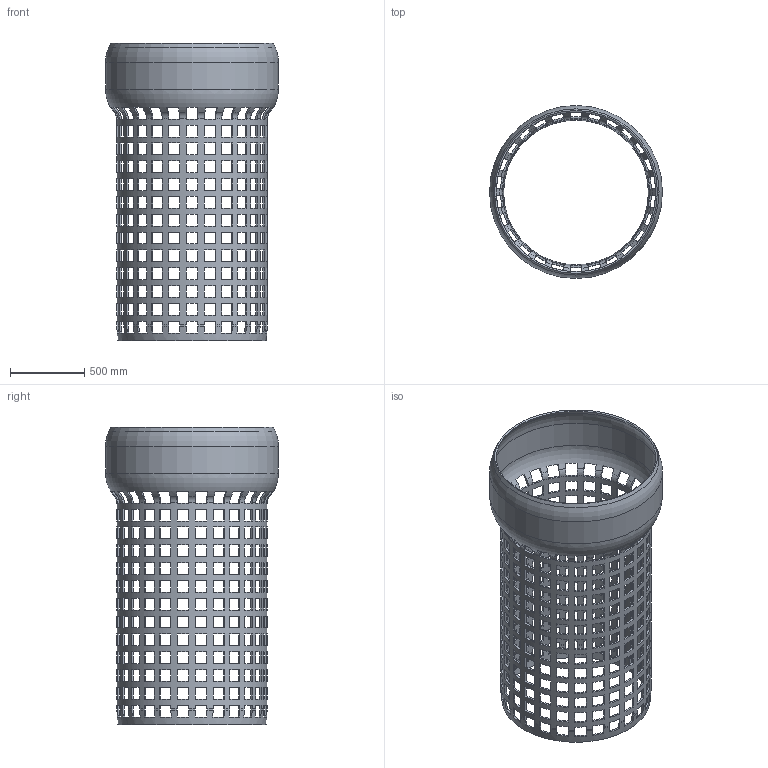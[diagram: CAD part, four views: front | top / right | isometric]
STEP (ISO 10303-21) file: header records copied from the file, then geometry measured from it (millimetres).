
FILE_DESCRIPTION(/* description */ (''),/* implementation_level */ '2;1');
FILE_NAME(/* name */ '16597.070X_3D.stp',/* time_stamp */ '2024-12-12T07:26:05+01:00',/* author */ ('CAD'),/* organization */ (''),/* preprocessor_version */ 'ST-DEVELOPER v20',/* originating_system */ 'AutoCAD Mechanical',/* authorisation */ '');
FILE_SCHEMA (('AUTOMOTIVE_DESIGN { 1 0 10303 214 3 1 1 }'));
Length unit declared in the file: centimetre
Products named in the file (2): Product; *S0
Assembly tree (1 placements, depth 2):
  Product
    *S0
Bounding box: 1164 x 1164 x 2000 mm (x, y, z)
Volume: 52511534.7 mm3; surface area: 10142758.8 mm2
Topology: 1 solids, 1 shells, 1470 faces, 4720 edges, 3148 vertices
Faces by surface type: plane 1352, torus 108, cone 7, cylinder 3
Full cylindrical faces by diameter (mm): 992 x1, 1016 x1, 1140 x1
Entity records: 55956 total; most frequent: CARTESIAN_POINT 12357, ORIENTED_EDGE 9436, DIRECTION 8838, EDGE_CURVE 4718, VERTEX_POINT 3144, AXIS2_PLACEMENT_3D 3061, LINE 2716, VECTOR 2716
